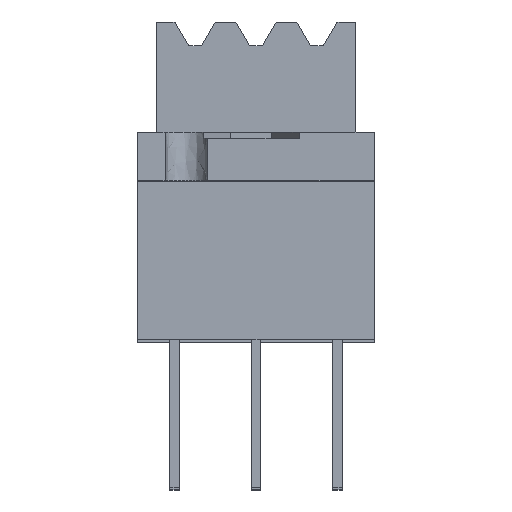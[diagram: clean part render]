
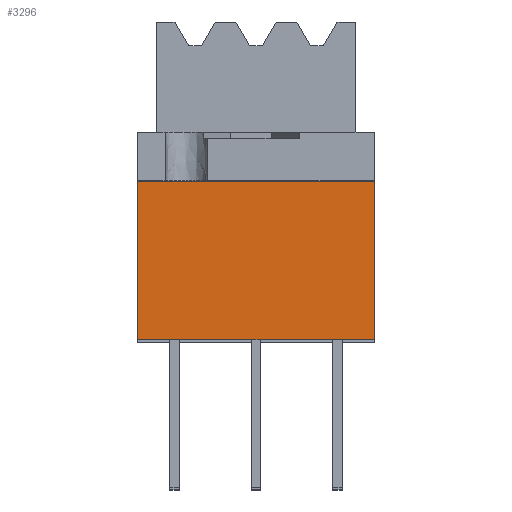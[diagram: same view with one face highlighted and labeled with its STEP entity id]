
A CAD part, top view. The second image highlights one B-rep face of the part: STEP entity #3296.
In plain terms, the highlighted free-form (B-spline) face has degree [1, 1] with [2, 2] control points.
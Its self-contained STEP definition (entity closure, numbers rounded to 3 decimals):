
#3242=CARTESIAN_POINT('V519',(0.,9.9,
   89.65));
#3243=VERTEX_POINT('V519',#3242);
#3249=CARTESIAN_POINT('V520',(14.75,9.9,
   89.65));
#3250=VERTEX_POINT('V520',#3249);
#3251=CARTESIAN_POINT('E302',(0.,9.9,
   89.65));
#3252=CARTESIAN_POINT('E302',(14.75,9.9,
   89.65));
#3253=B_SPLINE_CURVE_WITH_KNOTS('E302',1,(#3251,#3252),
   .POLYLINE_FORM.,.F.,.U.,(2,2),(0.0,2.864),
   .UNSPECIFIED.);
#3254=EDGE_CURVE('E302',#3243,#3250,#3253,.T.);
#3269=CARTESIAN_POINT('F111',(14.75,0.,
   89.65));
#3270=CARTESIAN_POINT('F111',(14.75,9.9,
   89.65));
#3271=CARTESIAN_POINT('F111',(-0.738,0.0,
   89.65));
#3272=CARTESIAN_POINT('F111',(-0.738,9.9,
   89.65));
#3273=B_SPLINE_SURFACE_WITH_KNOTS('F111',1,1,((#3269,#3271),(
   #3270,#3272)),.PLANE_SURF.,.F.,.F.,.U.,(2,2),(2,2),(0.0,1.0),(
   0.0,1.564),.UNSPECIFIED.);
#3274=CARTESIAN_POINT('V521',(0.,0.,
   89.65));
#3275=VERTEX_POINT('V521',#3274);
#3276=CARTESIAN_POINT('V522',(14.75,0.,
   89.65));
#3277=VERTEX_POINT('V522',#3276);
#3278=CARTESIAN_POINT('E304',(0.,0.,
   89.65));
#3279=CARTESIAN_POINT('E304',(14.75,0.,
   89.65));
#3280=B_SPLINE_CURVE_WITH_KNOTS('E304',1,(#3278,#3279),
   .POLYLINE_FORM.,.F.,.U.,(2,2),(0.0,1.49),
   .UNSPECIFIED.);
#3281=EDGE_CURVE('E304',#3275,#3277,#3280,.T.);
#3282=ORIENTED_EDGE('E304',*,*,#3281,.T.);
#3283=CARTESIAN_POINT('E305',(14.75,0.,
   89.65));
#3284=CARTESIAN_POINT('E305',(14.75,9.9,
   89.65));
#3285=QUASI_UNIFORM_CURVE('E305',1,(#3283,#3284),.POLYLINE_FORM.,.F.,
   .U.);
#3286=EDGE_CURVE('E305',#3277,#3250,#3285,.T.);
#3287=ORIENTED_EDGE('E305',*,*,#3286,.T.);
#3288=ORIENTED_EDGE('E302',*,*,#3254,.F.);
#3289=CARTESIAN_POINT('E306',(0.0,9.9,
   89.65));
#3290=CARTESIAN_POINT('E306',(0.0,0.,89.65)
   );
#3291=QUASI_UNIFORM_CURVE('E306',1,(#3289,#3290),.POLYLINE_FORM.,.F.,
   .U.);
#3292=EDGE_CURVE('E306',#3243,#3275,#3291,.T.);
#3293=ORIENTED_EDGE('E306',*,*,#3292,.T.);
#3294=EDGE_LOOP('F111',(#3282,#3287,#3288,#3293));
#3295=FACE_OUTER_BOUND('F111',#3294,.T.);
#3296=ADVANCED_FACE('F111',(#3295),#3273,.T.);
